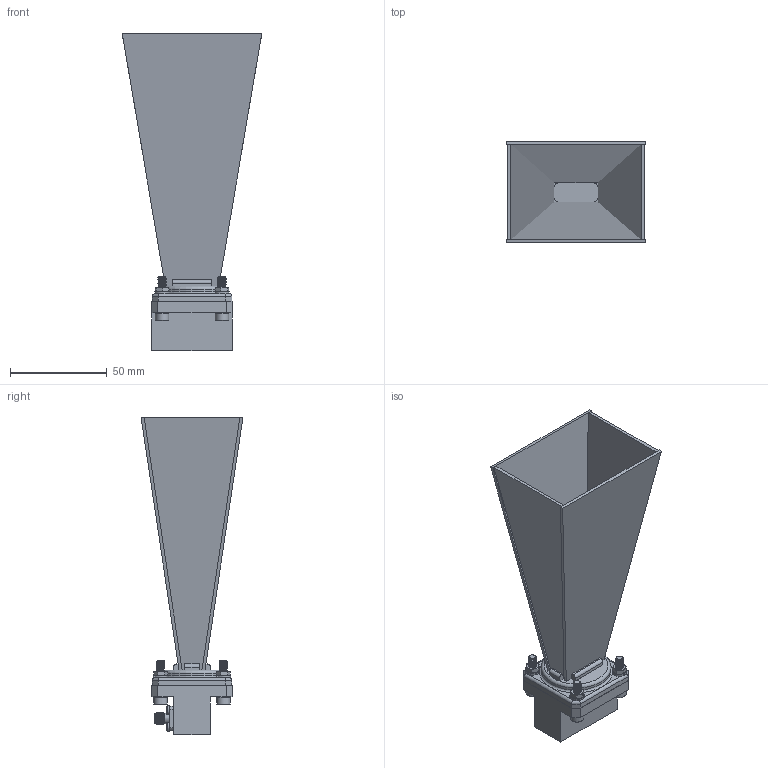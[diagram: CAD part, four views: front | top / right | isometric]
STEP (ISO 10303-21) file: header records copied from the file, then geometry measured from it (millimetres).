
FILE_DESCRIPTION (( 'STEP AP214' ), '1' );
FILE_NAME ('FM9856B-SF-15_3D.STEP', '2021-03-11T18:47:30', ( '' ), ( '' ), 'SwSTEP 2.0', 'SolidWorks 2020', '' );
FILE_SCHEMA (( 'AUTOMOTIVE_DESIGN' ));
Length unit declared in the file: inch
Products named in the file (11): PE9804; PE9804_SMA body; 8-LW; PE9804_Body; PE9856B-15; PE9804_SMA CON; PE9804_screw; 8-32SH-HXx.75_91251A197; PE9804_mounting plate; 8-32HN_90760A180; FM9856B-SF-15_3D
Assembly tree (22 placements, depth 4):
  FM9856B-SF-15_3D
    PE9804
      PE9804_Body
      PE9804_SMA CON
        PE9804_mounting plate
        PE9804_screw  x4
        PE9804_SMA body
    PE9856B-15
    8-32SH-HXx.75_91251A197  x4
    8-32HN_90760A180  x4
    8-LW  x4
Bounding box: 72.24 x 52.65 x 164.08 mm (x, y, z)
Volume: 64316.6 mm3; surface area: 59307.5 mm2
Topology: 20 solids, 20 shells, 455 faces, 1045 edges, 646 vertices
Faces by surface type: plane 230, cone 109, cylinder 89, bspline 21, torus 6
Full cylindrical faces by diameter (mm): 0.95 x1, 2.7 x4, 4 x1, 4.1 x1, 4.3 x8, 4.318 x4, 4.6 x1, 5.35 x2, 6.35 x6, 6.858 x4, 36.068 x1
Entity records: 9993 total; most frequent: CARTESIAN_POINT 4474, DIRECTION 1046, ORIENTED_EDGE 960, EDGE_CURVE 480, AXIS2_PLACEMENT_3D 377, VERTEX_POINT 330, EDGE_LOOP 312, VECTOR 292
